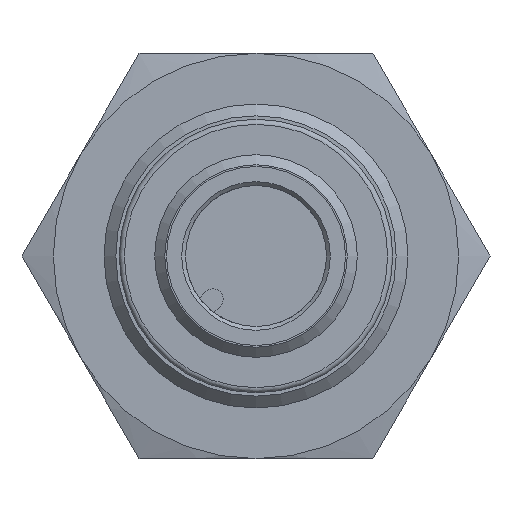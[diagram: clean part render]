
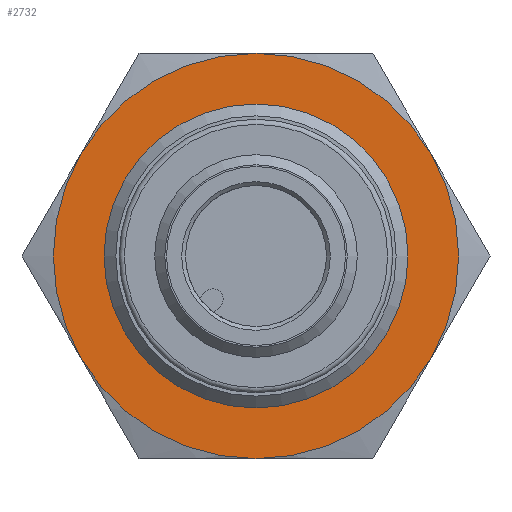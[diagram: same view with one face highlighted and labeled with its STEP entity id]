
A CAD part, left-side view. The second image highlights one B-rep face of the part: STEP entity #2732.
In plain terms, the highlighted planar face has unit normal (-1, 0, 0).
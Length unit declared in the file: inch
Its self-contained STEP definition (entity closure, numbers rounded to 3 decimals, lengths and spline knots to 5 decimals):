
#72 = EDGE_CURVE ( 'NONE', #2443, #913, #1764, .T. ) ;
#122 = DIRECTION ( 'NONE',  ( 0., 0., -1. ) ) ;
#169 = FACE_OUTER_BOUND ( 'NONE', #669, .T. ) ;
#178 = CIRCLE ( 'NONE', #299, 0.47244 ) ;
#213 = CARTESIAN_POINT ( 'NONE',  ( 1.02362, 0., 0.47244 ) ) ;
#245 = EDGE_LOOP ( 'NONE', ( #1062 ) ) ;
#299 = AXIS2_PLACEMENT_3D ( 'NONE', #1780, #1234, #2349 ) ;
#325 = DIRECTION ( 'NONE',  ( -1., 0., 0. ) ) ;
#362 = VERTEX_POINT ( 'NONE', #400 ) ;
#400 = CARTESIAN_POINT ( 'NONE',  ( 1.02362, 0.40915, -0.23622 ) ) ;
#413 = ORIENTED_EDGE ( 'NONE', *, *, #2632, .T. ) ;
#414 = VERTEX_POINT ( 'NONE', #879 ) ;
#479 = CIRCLE ( 'NONE', #1061, 0.47244 ) ;
#544 = DIRECTION ( 'NONE',  ( 0., 0., -1. ) ) ;
#548 = ORIENTED_EDGE ( 'NONE', *, *, #1033, .T. ) ;
#577 = DIRECTION ( 'NONE',  ( -1., 0., 0. ) ) ;
#606 = DIRECTION ( 'NONE',  ( -1., 0., 0. ) ) ;
#669 = EDGE_LOOP ( 'NONE', ( #1646, #2797, #2064, #1620, #548, #413 ) ) ;
#737 = EDGE_CURVE ( 'NONE', #913, #362, #2520, .T. ) ;
#879 = CARTESIAN_POINT ( 'NONE',  ( 1.02362, -0.40915, 0.23622 ) ) ;
#881 = CARTESIAN_POINT ( 'NONE',  ( 1.02362, 0., 0. ) ) ;
#913 = VERTEX_POINT ( 'NONE', #1331 ) ;
#1033 = EDGE_CURVE ( 'NONE', #2366, #1274, #1874, .T. ) ;
#1061 = AXIS2_PLACEMENT_3D ( 'NONE', #881, #2275, #2820 ) ;
#1062 = ORIENTED_EDGE ( 'NONE', *, *, #2772, .F. ) ;
#1089 = DIRECTION ( 'NONE',  ( -1., 0., 0. ) ) ;
#1152 = CARTESIAN_POINT ( 'NONE',  ( 1.02362, -0.40915, -0.23622 ) ) ;
#1158 = AXIS2_PLACEMENT_3D ( 'NONE', #2456, #1089, #1897 ) ;
#1234 = DIRECTION ( 'NONE',  ( -1., 0., 0. ) ) ;
#1257 = DIRECTION ( 'NONE',  ( -1., 0., 0. ) ) ;
#1274 = VERTEX_POINT ( 'NONE', #1152 ) ;
#1300 = CARTESIAN_POINT ( 'NONE',  ( 1.02362, 0., -0.47244 ) ) ;
#1315 = AXIS2_PLACEMENT_3D ( 'NONE', #1985, #606, #3100 ) ;
#1331 = CARTESIAN_POINT ( 'NONE',  ( 1.02362, 0.40915, 0.23622 ) ) ;
#1548 = AXIS2_PLACEMENT_3D ( 'NONE', #3393, #3088, #3113 ) ;
#1572 = EDGE_CURVE ( 'NONE', #362, #2366, #178, .T. ) ;
#1584 = EDGE_CURVE ( 'NONE', #414, #2443, #3189, .T. ) ;
#1620 = ORIENTED_EDGE ( 'NONE', *, *, #1572, .T. ) ;
#1646 = ORIENTED_EDGE ( 'NONE', *, *, #1584, .T. ) ;
#1704 = CARTESIAN_POINT ( 'NONE',  ( 1.02362, 0., 0. ) ) ;
#1721 = AXIS2_PLACEMENT_3D ( 'NONE', #1704, #325, #2332 ) ;
#1764 = CIRCLE ( 'NONE', #1721, 0.47244 ) ;
#1780 = CARTESIAN_POINT ( 'NONE',  ( 1.02362, 0., 0. ) ) ;
#1874 = CIRCLE ( 'NONE', #1158, 0.47244 ) ;
#1897 = DIRECTION ( 'NONE',  ( 0., 0., -1. ) ) ;
#1985 = CARTESIAN_POINT ( 'NONE',  ( 1.02362, 0.47244, 0. ) ) ;
#2064 = ORIENTED_EDGE ( 'NONE', *, *, #737, .T. ) ;
#2089 = AXIS2_PLACEMENT_3D ( 'NONE', #3082, #577, #544 ) ;
#2130 = VERTEX_POINT ( 'NONE', #3020 ) ;
#2275 = DIRECTION ( 'NONE',  ( -1., 0., 0. ) ) ;
#2332 = DIRECTION ( 'NONE',  ( 0., 0., -1. ) ) ;
#2349 = DIRECTION ( 'NONE',  ( 0., 0., -1. ) ) ;
#2366 = VERTEX_POINT ( 'NONE', #1300 ) ;
#2443 = VERTEX_POINT ( 'NONE', #213 ) ;
#2456 = CARTESIAN_POINT ( 'NONE',  ( 1.02362, 0., 0. ) ) ;
#2520 = CIRCLE ( 'NONE', #2089, 0.47244 ) ;
#2546 = PLANE ( 'NONE',  #1315 ) ;
#2592 = AXIS2_PLACEMENT_3D ( 'NONE', #3486, #1257, #122 ) ;
#2632 = EDGE_CURVE ( 'NONE', #1274, #414, #479, .T. ) ;
#2732 = ADVANCED_FACE ( 'NONE', ( #3353, #169 ), #2546, .T. ) ;
#2772 = EDGE_CURVE ( 'NONE', #2130, #2130, #3036, .T. ) ;
#2797 = ORIENTED_EDGE ( 'NONE', *, *, #72, .T. ) ;
#2820 = DIRECTION ( 'NONE',  ( 0., 0., -1. ) ) ;
#3020 = CARTESIAN_POINT ( 'NONE',  ( 1.02362, 0., 0.35433 ) ) ;
#3036 = CIRCLE ( 'NONE', #1548, 0.35433 ) ;
#3082 = CARTESIAN_POINT ( 'NONE',  ( 1.02362, 0., 0. ) ) ;
#3088 = DIRECTION ( 'NONE',  ( -1., 0., 0. ) ) ;
#3100 = DIRECTION ( 'NONE',  ( 0., 0., 1. ) ) ;
#3113 = DIRECTION ( 'NONE',  ( 0., 0., 1. ) ) ;
#3189 = CIRCLE ( 'NONE', #2592, 0.47244 ) ;
#3353 = FACE_BOUND ( 'NONE', #245, .T. ) ;
#3393 = CARTESIAN_POINT ( 'NONE',  ( 1.02362, 0., 0. ) ) ;
#3486 = CARTESIAN_POINT ( 'NONE',  ( 1.02362, 0., 0. ) ) ;
